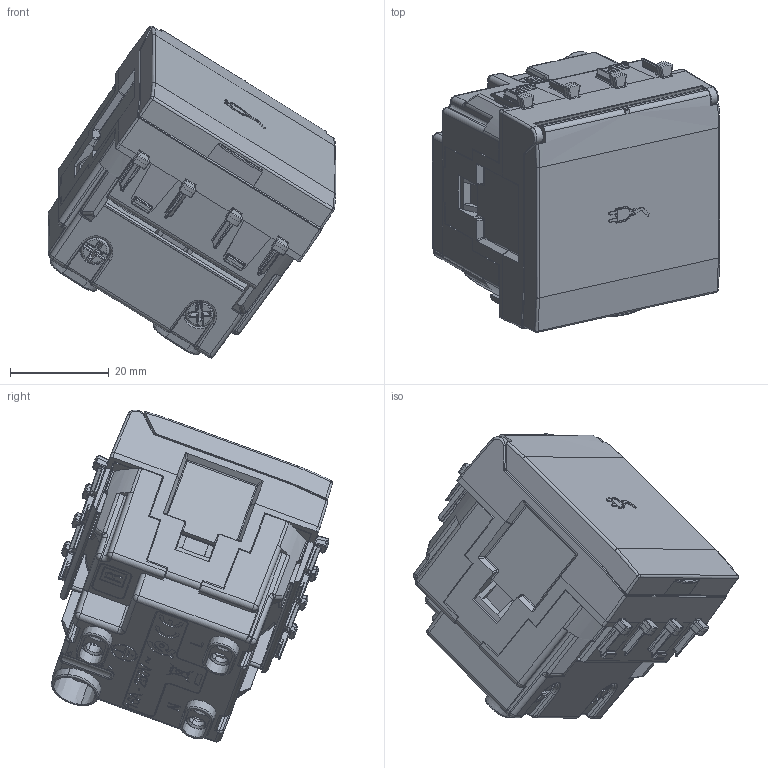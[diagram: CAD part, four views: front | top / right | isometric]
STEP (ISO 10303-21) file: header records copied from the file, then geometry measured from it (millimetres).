
FILE_DESCRIPTION(('CATIA V5 STEP Exchange'),'2;1');
FILE_NAME('442092TSS.stp','2025-04-11T06:03:37+00:00',('none'),('none'),'CATIA Version 5-6 Release 2016 SP6','CATIA V5 STEP AP203','none');
FILE_SCHEMA(('CONFIG_CONTROL_DESIGN'));
Length unit declared in the file: millimetre
Products named in the file (1): STP
Assembly tree (14 placements, depth 2):
  STP
    #57
    #43833
    #112567
    #118677  x3
    #120590
    #121798  x3
    #122638
    #149452
    #160106
    #166242
Bounding box: 58.22 x 57.03 x 67.31 mm (x, y, z)
Volume: 27961.7 mm3; surface area: 45299.8 mm2
Topology: 15 solids, 15 shells, 4495 faces, 12109 edges, 7472 vertices
Faces by surface type: plane 2113, cylinder 1211, bspline 452, cone 349, sphere 182, torus 147, revolution 41
Entity records: 174560 total; most frequent: CARTESIAN_POINT 79125, ORIENTED_EDGE 22846, DIRECTION 14298, EDGE_CURVE 11423, VERTEX_POINT 7180, VECTOR 5796, LINE 5796, AXIS2_PLACEMENT_3D 5229
